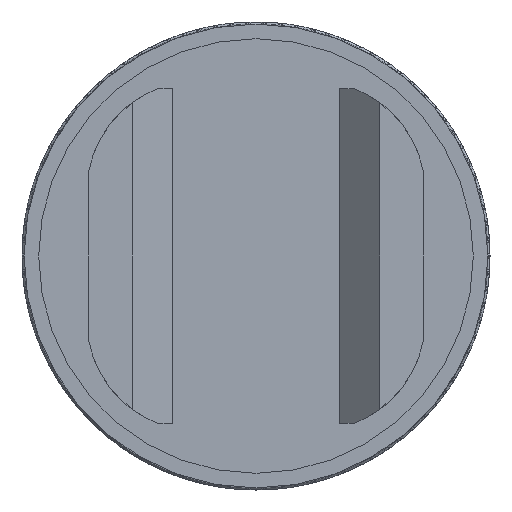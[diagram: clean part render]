
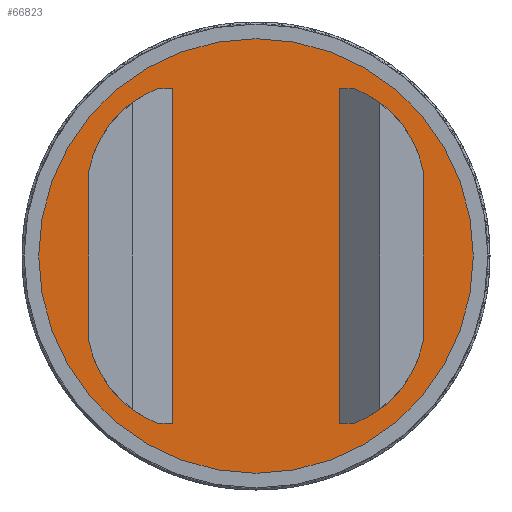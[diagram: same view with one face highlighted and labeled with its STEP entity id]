
A CAD part, front view. The second image highlights one B-rep face of the part: STEP entity #66823.
In plain terms, the highlighted planar face has unit normal (0, -1, 0).
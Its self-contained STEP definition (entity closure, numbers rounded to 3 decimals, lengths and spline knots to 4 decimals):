
#13408=FACE_BOUND('',#18520,.T.);
#13409=FACE_BOUND('',#18521,.T.);
#13423=PLANE('',#71900);
#13481=FACE_OUTER_BOUND('',#18519,.T.);
#18519=EDGE_LOOP('',(#40230));
#18520=EDGE_LOOP('',(#40231,#40232,#40233,#40234,#40235,#40236));
#18521=EDGE_LOOP('',(#40237,#40238,#40239,#40240,#40241,#40242));
#23573=LINE('',#79379,#23668);
#23574=LINE('',#79383,#23669);
#23575=LINE('',#79385,#23670);
#23576=LINE('',#79386,#23671);
#23577=LINE('',#79391,#23672);
#23578=LINE('',#79395,#23673);
#23579=LINE('',#79397,#23674);
#23580=LINE('',#79398,#23675);
#23668=VECTOR('',#74203,0.3937);
#23669=VECTOR('',#74206,0.3937);
#23670=VECTOR('',#74207,0.3937);
#23671=VECTOR('',#74208,0.3937);
#23672=VECTOR('',#74211,0.3937);
#23673=VECTOR('',#74214,0.3937);
#23674=VECTOR('',#74215,0.3937);
#23675=VECTOR('',#74216,0.3937);
#23748=CIRCLE('',#71901,0.65);
#23749=CIRCLE('',#71902,0.3323);
#23750=CIRCLE('',#71903,0.3323);
#23751=CIRCLE('',#71904,0.3323);
#23752=CIRCLE('',#71905,0.3323);
#24586=VERTEX_POINT('',#79373);
#24587=VERTEX_POINT('',#79375);
#24588=VERTEX_POINT('',#79376);
#24589=VERTEX_POINT('',#79378);
#24590=VERTEX_POINT('',#79380);
#24591=VERTEX_POINT('',#79382);
#24592=VERTEX_POINT('',#79384);
#24593=VERTEX_POINT('',#79387);
#24594=VERTEX_POINT('',#79388);
#24595=VERTEX_POINT('',#79390);
#24596=VERTEX_POINT('',#79392);
#24597=VERTEX_POINT('',#79394);
#24598=VERTEX_POINT('',#79396);
#29895=EDGE_CURVE('',#24586,#24586,#23748,.T.);
#29896=EDGE_CURVE('',#24587,#24588,#23749,.T.);
#29897=EDGE_CURVE('',#24589,#24587,#23573,.T.);
#29898=EDGE_CURVE('',#24590,#24589,#23750,.T.);
#29899=EDGE_CURVE('',#24591,#24590,#23574,.T.);
#29900=EDGE_CURVE('',#24592,#24591,#23575,.T.);
#29901=EDGE_CURVE('',#24588,#24592,#23576,.T.);
#29902=EDGE_CURVE('',#24593,#24594,#23751,.T.);
#29903=EDGE_CURVE('',#24595,#24593,#23577,.T.);
#29904=EDGE_CURVE('',#24596,#24595,#23752,.T.);
#29905=EDGE_CURVE('',#24597,#24596,#23578,.T.);
#29906=EDGE_CURVE('',#24598,#24597,#23579,.T.);
#29907=EDGE_CURVE('',#24594,#24598,#23580,.T.);
#40230=ORIENTED_EDGE('',*,*,#29895,.T.);
#40231=ORIENTED_EDGE('',*,*,#29896,.F.);
#40232=ORIENTED_EDGE('',*,*,#29897,.F.);
#40233=ORIENTED_EDGE('',*,*,#29898,.F.);
#40234=ORIENTED_EDGE('',*,*,#29899,.F.);
#40235=ORIENTED_EDGE('',*,*,#29900,.F.);
#40236=ORIENTED_EDGE('',*,*,#29901,.F.);
#40237=ORIENTED_EDGE('',*,*,#29902,.F.);
#40238=ORIENTED_EDGE('',*,*,#29903,.F.);
#40239=ORIENTED_EDGE('',*,*,#29904,.F.);
#40240=ORIENTED_EDGE('',*,*,#29905,.F.);
#40241=ORIENTED_EDGE('',*,*,#29906,.F.);
#40242=ORIENTED_EDGE('',*,*,#29907,.F.);
#66823=ADVANCED_FACE('',(#13481,#13408,#13409),#13423,.T.);
#71900=AXIS2_PLACEMENT_3D('',#79372,#74197,#74198);
#71901=AXIS2_PLACEMENT_3D('',#79374,#74199,#74200);
#71902=AXIS2_PLACEMENT_3D('',#79377,#74201,#74202);
#71903=AXIS2_PLACEMENT_3D('',#79381,#74204,#74205);
#71904=AXIS2_PLACEMENT_3D('',#79389,#74209,#74210);
#71905=AXIS2_PLACEMENT_3D('',#79393,#74212,#74213);
#74197=DIRECTION('center_axis',(0.,-1.,0.));
#74198=DIRECTION('ref_axis',(0.,0.,
-1.));
#74199=DIRECTION('center_axis',(0.,-1.,0.));
#74200=DIRECTION('ref_axis',(1.,0.,0.));
#74201=DIRECTION('center_axis',(0.,-1.,0.));
#74202=DIRECTION('ref_axis',(-0.361,0.,-0.933));
#74203=DIRECTION('',(0.,0.,-1.));
#74204=DIRECTION('center_axis',(0.,-1.,0.));
#74205=DIRECTION('ref_axis',(-0.98,0.,0.197));
#74206=DIRECTION('',(-1.,0.,0.));
#74207=DIRECTION('',(0.,0.,1.));
#74208=DIRECTION('',(1.,0.,0.));
#74209=DIRECTION('center_axis',(0.,-1.,0.));
#74210=DIRECTION('ref_axis',(0.361,0.,0.933));
#74211=DIRECTION('',(0.,0.,1.));
#74212=DIRECTION('center_axis',(0.,-1.,0.));
#74213=DIRECTION('ref_axis',(0.98,0.,-0.197));
#74214=DIRECTION('',(1.,0.,0.));
#74215=DIRECTION('',(0.,0.,-1.));
#74216=DIRECTION('',(-1.,0.,0.));
#79372=CARTESIAN_POINT('Origin',(0.,-0.35,0.));
#79373=CARTESIAN_POINT('',(0.65,-0.35,0.));
#79374=CARTESIAN_POINT('Origin',(0.,-0.35,0.));
#79375=CARTESIAN_POINT('',(-0.5,-0.35,-0.2554));
#79376=CARTESIAN_POINT('',(-0.2941,-0.35,-0.5));
#79377=CARTESIAN_POINT('Origin',(-0.1742,-0.35,
-0.1901));
#79378=CARTESIAN_POINT('',(-0.5,-0.35,0.2554));
#79379=CARTESIAN_POINT('',(-0.5,-0.35,-0.25));
#79380=CARTESIAN_POINT('',(-0.2941,-0.35,0.5));
#79381=CARTESIAN_POINT('Origin',(-0.1742,-0.35,
0.1901));
#79382=CARTESIAN_POINT('',(-0.25,-0.35,0.5));
#79383=CARTESIAN_POINT('',(-0.25,-0.35,0.5));
#79384=CARTESIAN_POINT('',(-0.25,-0.35,-0.5));
#79385=CARTESIAN_POINT('',(-0.25,-0.35,0.25));
#79386=CARTESIAN_POINT('',(-0.125,-0.35,-0.5));
#79387=CARTESIAN_POINT('',(0.5,-0.35,0.2554));
#79388=CARTESIAN_POINT('',(0.2941,-0.35,0.5));
#79389=CARTESIAN_POINT('Origin',(0.1742,-0.35,0.1901));
#79390=CARTESIAN_POINT('',(0.5,-0.35,-0.2554));
#79391=CARTESIAN_POINT('',(0.5,-0.35,0.25));
#79392=CARTESIAN_POINT('',(0.2941,-0.35,-0.5));
#79393=CARTESIAN_POINT('Origin',(0.1742,-0.35,-0.1901));
#79394=CARTESIAN_POINT('',(0.25,-0.35,-0.5));
#79395=CARTESIAN_POINT('',(0.25,-0.35,-0.5));
#79396=CARTESIAN_POINT('',(0.25,-0.35,0.5));
#79397=CARTESIAN_POINT('',(0.25,-0.35,-0.25));
#79398=CARTESIAN_POINT('',(0.125,-0.35,0.5));
